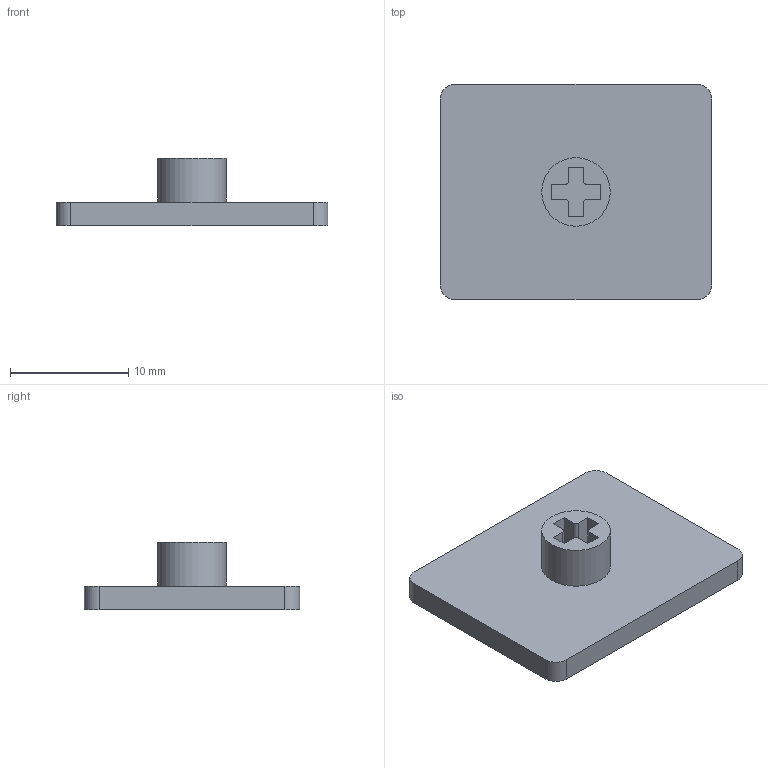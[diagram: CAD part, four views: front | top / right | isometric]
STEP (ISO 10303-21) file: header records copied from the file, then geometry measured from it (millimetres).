
FILE_DESCRIPTION(('HOOPS Exchange Step'),'2;1');
FILE_NAME('temp_export','2023-08-16T17:30:04-04:00',('jscotto'),('Shapr3D Limited'),'HOOPS Exchange 2023.1','Shapr3D','Authorized');
FILE_SCHEMA( ('AUTOMOTIVE_DESIGN { 1 0 10303 214 1 1 1 1 }') );
Length unit declared in the file: millimetre
Products named in the file (1): MX 1.25u
Bounding box: 22.96 x 18.2 x 5.7 mm (x, y, z)
Volume: 898.1 mm3; surface area: 1119.7 mm2
Topology: 1 solids, 1 shells, 29 faces, 76 edges, 51 vertices
Faces by surface type: plane 20, cylinder 9
Full cylindrical faces by diameter (mm): 5.8 x1
Entity records: 921 total; most frequent: CARTESIAN_POINT 157, DIRECTION 155, ORIENTED_EDGE 152, EDGE_CURVE 76, VECTOR 57, LINE 57, VERTEX_POINT 51, AXIS2_PLACEMENT_3D 49
